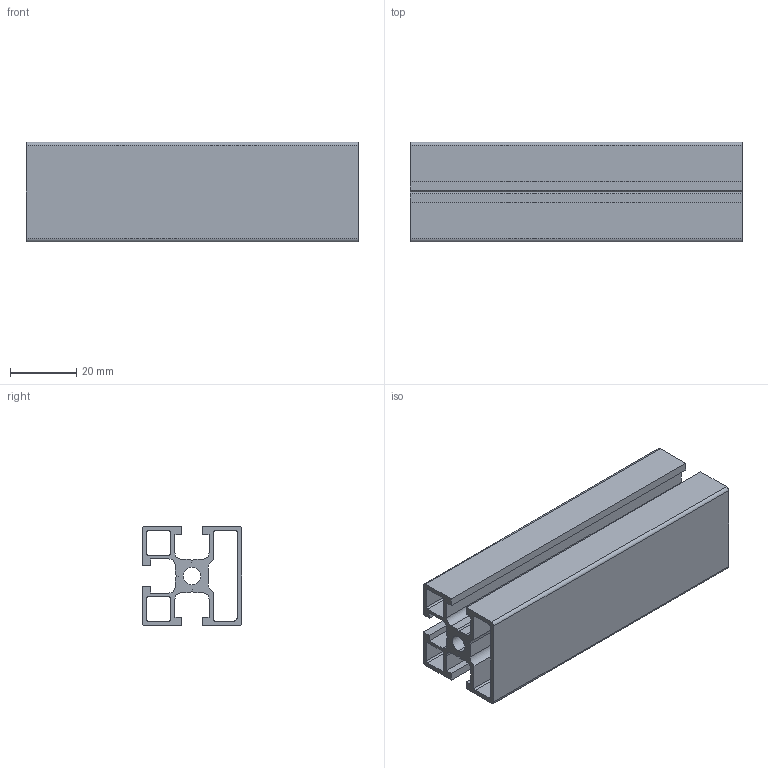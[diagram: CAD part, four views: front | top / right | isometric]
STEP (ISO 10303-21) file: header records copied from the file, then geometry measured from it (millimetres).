
FILE_DESCRIPTION (( 'STEP AP203' ), '1' );
FILE_NAME ('084.100.005.STEP', '2013-01-21T08:57:47', ( '' ), ( '' ), 'SwSTEP 2.0', 'SolidWorks 2011', '' );
FILE_SCHEMA (( 'CONFIG_CONTROL_DESIGN' ));
Length unit declared in the file: millimetre
Products named in the file (1): 084.100.005
Bounding box: 100 x 30 x 30 mm (x, y, z)
Volume: 29439.9 mm3; surface area: 34700.7 mm2
Topology: 1 solids, 1 shells, 79 faces, 231 edges, 154 vertices
Faces by surface type: plane 53, cylinder 26
Entity records: 2710 total; most frequent: CARTESIAN_POINT 465, ORIENTED_EDGE 462, DIRECTION 443, EDGE_CURVE 231, VECTOR 179, LINE 179, VERTEX_POINT 154, AXIS2_PLACEMENT_3D 132
